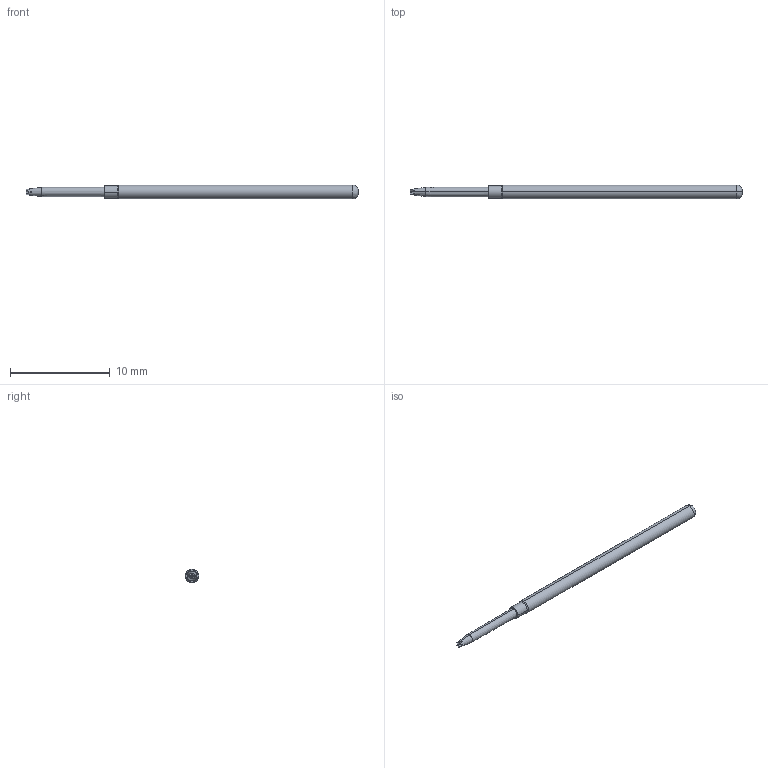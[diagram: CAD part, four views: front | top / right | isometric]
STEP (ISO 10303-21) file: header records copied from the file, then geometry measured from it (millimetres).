
FILE_DESCRIPTION (( 'STEP AP214' ), '1' );
FILE_NAME ('100-PRP2536_.STEP', '2016-05-26T12:45:17', ( 'spare' ), ( '' ), 'SwSTEP 2.0', 'SolidWorks 2016', '' );
FILE_SCHEMA (( 'AUTOMOTIVE_DESIGN' ));
Length unit declared in the file: inch
Products named in the file (1): 100-PRP2536_
Bounding box: 33.28 x 1.37 x 1.37 mm (x, y, z)
Volume: 41.6 mm3; surface area: 131.9 mm2
Topology: 1 solids, 1 shells, 33 faces, 84 edges, 54 vertices
Faces by surface type: cone 18, cylinder 10, plane 3, torus 2
Entity records: 1516 total; most frequent: CARTESIAN_POINT 271, ORIENTED_EDGE 168, DIRECTION 160, EDGE_CURVE 84, AXIS2_PLACEMENT_3D 72, VERTEX_POINT 54, CIRCLE 38, UNCERTAINTY_MEASURE_WITH_UNIT 36
